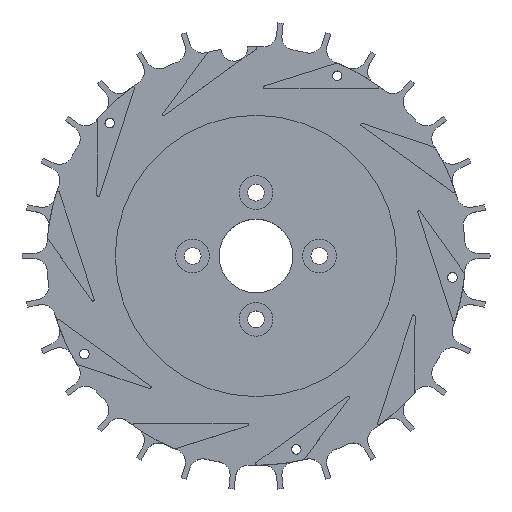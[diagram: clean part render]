
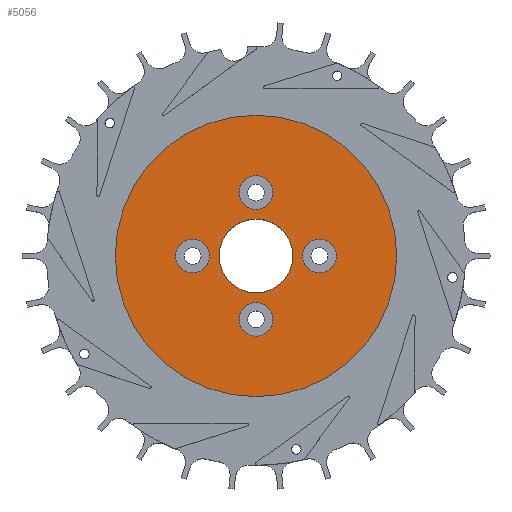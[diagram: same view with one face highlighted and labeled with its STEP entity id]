
A CAD part, top view. The second image highlights one B-rep face of the part: STEP entity #5056.
In plain terms, the highlighted planar face has unit normal (0, 0, 1).
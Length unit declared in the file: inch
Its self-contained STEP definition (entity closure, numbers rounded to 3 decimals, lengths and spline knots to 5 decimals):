
#28=FACE_BOUND('',#608,.T.);
#29=FACE_BOUND('',#609,.T.);
#30=FACE_BOUND('',#610,.T.);
#31=FACE_BOUND('',#611,.T.);
#32=FACE_BOUND('',#612,.T.);
#106=PLANE('',#5680);
#328=FACE_OUTER_BOUND('',#607,.T.);
#607=EDGE_LOOP('',(#4366));
#608=EDGE_LOOP('',(#4367));
#609=EDGE_LOOP('',(#4368));
#610=EDGE_LOOP('',(#4369));
#611=EDGE_LOOP('',(#4370));
#612=EDGE_LOOP('',(#4371));
#1045=CIRCLE('',#5626,0.15748);
#1047=CIRCLE('',#5629,0.15748);
#1049=CIRCLE('',#5632,0.15748);
#1051=CIRCLE('',#5635,0.15748);
#1054=CIRCLE('',#5653,1.31102);
#1056=CIRCLE('',#5656,0.34375);
#2386=VERTEX_POINT('',#8761);
#2388=VERTEX_POINT('',#8767);
#2390=VERTEX_POINT('',#8773);
#2392=VERTEX_POINT('',#8779);
#2395=VERTEX_POINT('',#8812);
#2397=VERTEX_POINT('',#8818);
#3098=EDGE_CURVE('',#2386,#2386,#1045,.F.);
#3101=EDGE_CURVE('',#2388,#2388,#1047,.F.);
#3104=EDGE_CURVE('',#2390,#2390,#1049,.F.);
#3107=EDGE_CURVE('',#2392,#2392,#1051,.F.);
#3121=EDGE_CURVE('',#2395,#2395,#1054,.F.);
#3125=EDGE_CURVE('',#2397,#2397,#1056,.T.);
#4366=ORIENTED_EDGE('',*,*,#3121,.T.);
#4367=ORIENTED_EDGE('',*,*,#3104,.F.);
#4368=ORIENTED_EDGE('',*,*,#3107,.F.);
#4369=ORIENTED_EDGE('',*,*,#3098,.F.);
#4370=ORIENTED_EDGE('',*,*,#3101,.F.);
#4371=ORIENTED_EDGE('',*,*,#3125,.F.);
#5056=ADVANCED_FACE('',(#328,#28,#29,#30,#31,#32),#106,.T.);
#5626=AXIS2_PLACEMENT_3D('',#8763,#7087,#7088);
#5629=AXIS2_PLACEMENT_3D('',#8769,#7094,#7095);
#5632=AXIS2_PLACEMENT_3D('',#8775,#7101,#7102);
#5635=AXIS2_PLACEMENT_3D('',#8781,#7108,#7109);
#5653=AXIS2_PLACEMENT_3D('',#8813,#7155,#7156);
#5656=AXIS2_PLACEMENT_3D('',#8820,#7163,#7164);
#5680=AXIS2_PLACEMENT_3D('',#8872,#7231,#7232);
#7087=DIRECTION('center_axis',(0.,0.,-1.));
#7088=DIRECTION('ref_axis',(0.,-1.,0.));
#7094=DIRECTION('center_axis',(0.,0.,-1.));
#7095=DIRECTION('ref_axis',(0.,-1.,0.));
#7101=DIRECTION('center_axis',(0.,0.,-1.));
#7102=DIRECTION('ref_axis',(0.,-1.,0.));
#7108=DIRECTION('center_axis',(0.,0.,-1.));
#7109=DIRECTION('ref_axis',(0.,-1.,0.));
#7155=DIRECTION('center_axis',(0.,0.,-1.));
#7156=DIRECTION('ref_axis',(0.,-1.,0.));
#7163=DIRECTION('center_axis',(0.,0.,1.));
#7164=DIRECTION('ref_axis',(0.,-1.,0.));
#7231=DIRECTION('center_axis',(0.,0.,1.));
#7232=DIRECTION('ref_axis',(0.,-1.,0.));
#8761=CARTESIAN_POINT('',(0.,0.74803,0.27155));
#8763=CARTESIAN_POINT('Origin',(0.,0.59055,0.27155));
#8767=CARTESIAN_POINT('',(0.59055,0.15748,0.27155));
#8769=CARTESIAN_POINT('Origin',(0.59055,0.,0.27155));
#8773=CARTESIAN_POINT('',(0.,-0.43307,0.27155));
#8775=CARTESIAN_POINT('Origin',(0.,-0.59055,0.27155));
#8779=CARTESIAN_POINT('',(-0.59055,0.15748,0.27155));
#8781=CARTESIAN_POINT('Origin',(-0.59055,0.,0.27155));
#8812=CARTESIAN_POINT('',(0.,1.31102,0.27155));
#8813=CARTESIAN_POINT('Origin',(0.,0.,0.27155));
#8818=CARTESIAN_POINT('',(0.,0.34375,0.27155));
#8820=CARTESIAN_POINT('Origin',(0.,0.,0.27155));
#8872=CARTESIAN_POINT('Origin',(0.,-1.29922,0.27155));
